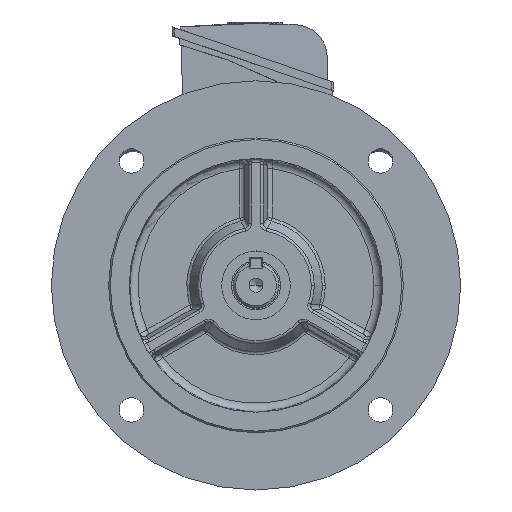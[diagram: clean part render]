
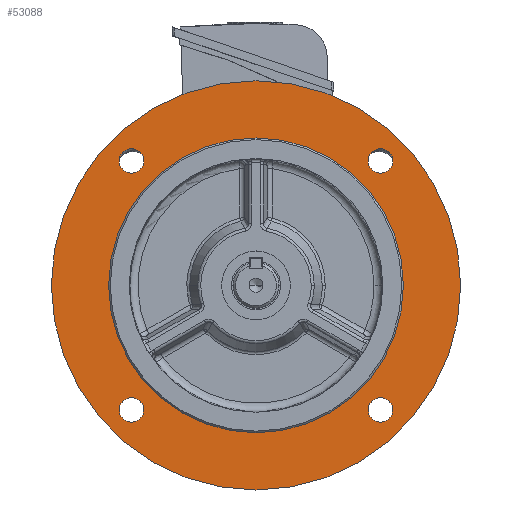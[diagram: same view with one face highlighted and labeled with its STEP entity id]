
A CAD part, top view. The second image highlights one B-rep face of the part: STEP entity #53088.
In plain terms, the highlighted face is planar.
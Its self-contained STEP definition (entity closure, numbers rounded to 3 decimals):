
#100 = DIRECTION ( 'NONE',  ( 1., 0., 0. ) ) ;
#259 = VERTEX_POINT ( 'NONE', #4187 ) ;
#352 = ORIENTED_EDGE ( 'NONE', *, *, #34602, .T. ) ;
#391 = ORIENTED_EDGE ( 'NONE', *, *, #16905, .T. ) ;
#1140 = CIRCLE ( 'NONE', #3823, 90. ) ;
#1545 = DIRECTION ( 'NONE',  ( 0., 0., 1. ) ) ;
#1913 = DIRECTION ( 'NONE',  ( 1., 0., 0. ) ) ;
#3782 = CIRCLE ( 'NONE', #48559, 7.5 ) ;
#3823 = AXIS2_PLACEMENT_3D ( 'NONE', #17171, #33988, #13236 ) ;
#4098 = FACE_BOUND ( 'NONE', #21775, .T. ) ;
#4131 = CIRCLE ( 'NONE', #35471, 7.5 ) ;
#4187 = CARTESIAN_POINT ( 'NONE',  ( -90., 0., -1.5 ) ) ;
#4373 = PLANE ( 'NONE',  #49041 ) ;
#4795 = CARTESIAN_POINT ( 'NONE',  ( -76.014, 76.014, -1.5 ) ) ;
#5213 = ORIENTED_EDGE ( 'NONE', *, *, #8756, .T. ) ;
#6113 = AXIS2_PLACEMENT_3D ( 'NONE', #4795, #40304, #1913 ) ;
#6758 = DIRECTION ( 'NONE',  ( 1., 0., 0. ) ) ;
#6853 = VERTEX_POINT ( 'NONE', #7039 ) ;
#7039 = CARTESIAN_POINT ( 'NONE',  ( 83.514, 76.014, -1.5 ) ) ;
#7145 = DIRECTION ( 'NONE',  ( 1., 0., 0. ) ) ;
#7992 = DIRECTION ( 'NONE',  ( 0., 0., 1. ) ) ;
#8576 = VERTEX_POINT ( 'NONE', #47572 ) ;
#8756 = EDGE_CURVE ( 'NONE', #35534, #32867, #3782, .T. ) ;
#9225 = ORIENTED_EDGE ( 'NONE', *, *, #28436, .T. ) ;
#10320 = DIRECTION ( 'NONE',  ( 1., 0., 0. ) ) ;
#10348 = ORIENTED_EDGE ( 'NONE', *, *, #44985, .F. ) ;
#11192 = EDGE_LOOP ( 'NONE', ( #53935, #10348 ) ) ;
#12802 = FACE_BOUND ( 'NONE', #27578, .T. ) ;
#13236 = DIRECTION ( 'NONE',  ( -1., 0., 0. ) ) ;
#14177 = DIRECTION ( 'NONE',  ( 1., 0., 0. ) ) ;
#14648 = EDGE_CURVE ( 'NONE', #6853, #55319, #19276, .T. ) ;
#15272 = CARTESIAN_POINT ( 'NONE',  ( -76.014, 76.014, -1.5 ) ) ;
#15555 = AXIS2_PLACEMENT_3D ( 'NONE', #29410, #25450, #51768 ) ;
#15594 = EDGE_CURVE ( 'NONE', #43953, #20002, #4131, .T. ) ;
#16138 = DIRECTION ( 'NONE',  ( 0., 0., 1. ) ) ;
#16903 = CARTESIAN_POINT ( 'NONE',  ( -68.514, 76.014, -1.5 ) ) ;
#16905 = EDGE_CURVE ( 'NONE', #20158, #46956, #38550, .T. ) ;
#17171 = CARTESIAN_POINT ( 'NONE',  ( 0., 0., -1.5 ) ) ;
#17609 = EDGE_LOOP ( 'NONE', ( #34792, #391 ) ) ;
#17705 = CIRCLE ( 'NONE', #39180, 7.5 ) ;
#18145 = CARTESIAN_POINT ( 'NONE',  ( -68.514, -76.014, -1.5 ) ) ;
#18365 = AXIS2_PLACEMENT_3D ( 'NONE', #28068, #45147, #6758 ) ;
#19276 = CIRCLE ( 'NONE', #20191, 7.5 ) ;
#20002 = VERTEX_POINT ( 'NONE', #44129 ) ;
#20158 = VERTEX_POINT ( 'NONE', #39500 ) ;
#20191 = AXIS2_PLACEMENT_3D ( 'NONE', #40567, #22943, #10320 ) ;
#20811 = DIRECTION ( 'NONE',  ( -1., 0., 0. ) ) ;
#21775 = EDGE_LOOP ( 'NONE', ( #46979, #9225 ) ) ;
#22943 = DIRECTION ( 'NONE',  ( 0., 0., 1. ) ) ;
#23246 = CARTESIAN_POINT ( 'NONE',  ( 68.514, 76.014, -1.5 ) ) ;
#23305 = EDGE_CURVE ( 'NONE', #55319, #6853, #38895, .T. ) ;
#24248 = CARTESIAN_POINT ( 'NONE',  ( -76.014, -76.014, -1.5 ) ) ;
#25020 = DIRECTION ( 'NONE',  ( 0., 0., -1. ) ) ;
#25349 = DIRECTION ( 'NONE',  ( 1., 0., 0. ) ) ;
#25450 = DIRECTION ( 'NONE',  ( 0., 0., -1. ) ) ;
#25961 = FACE_BOUND ( 'NONE', #17609, .T. ) ;
#26394 = CARTESIAN_POINT ( 'NONE',  ( 83.514, -76.014, -1.5 ) ) ;
#27578 = EDGE_LOOP ( 'NONE', ( #52897, #5213 ) ) ;
#28068 = CARTESIAN_POINT ( 'NONE',  ( 76.014, 76.014, -1.5 ) ) ;
#28410 = ORIENTED_EDGE ( 'NONE', *, *, #23305, .T. ) ;
#28436 = EDGE_CURVE ( 'NONE', #20002, #43953, #17705, .T. ) ;
#29090 = FACE_OUTER_BOUND ( 'NONE', #35779, .T. ) ;
#29410 = CARTESIAN_POINT ( 'NONE',  ( 0., 0., -1.5 ) ) ;
#29560 = CIRCLE ( 'NONE', #47410, 90. ) ;
#29914 = FACE_BOUND ( 'NONE', #11192, .T. ) ;
#31286 = ORIENTED_EDGE ( 'NONE', *, *, #14648, .T. ) ;
#32095 = CIRCLE ( 'NONE', #6113, 7.5 ) ;
#32867 = VERTEX_POINT ( 'NONE', #16903 ) ;
#33486 = CARTESIAN_POINT ( 'NONE',  ( 0., 0., -1.5 ) ) ;
#33988 = DIRECTION ( 'NONE',  ( 0., 0., -1. ) ) ;
#34094 = FACE_BOUND ( 'NONE', #39699, .T. ) ;
#34369 = CARTESIAN_POINT ( 'NONE',  ( 0., 90., -1.5 ) ) ;
#34602 = EDGE_CURVE ( 'NONE', #50724, #48508, #38764, .T. ) ;
#34792 = ORIENTED_EDGE ( 'NONE', *, *, #43475, .T. ) ;
#35471 = AXIS2_PLACEMENT_3D ( 'NONE', #45544, #16138, #54783 ) ;
#35534 = VERTEX_POINT ( 'NONE', #36147 ) ;
#35741 = CIRCLE ( 'NONE', #48267, 7.5 ) ;
#35779 = EDGE_LOOP ( 'NONE', ( #41874, #352 ) ) ;
#36147 = CARTESIAN_POINT ( 'NONE',  ( -83.514, 76.014, -1.5 ) ) ;
#36478 = CARTESIAN_POINT ( 'NONE',  ( 76.014, -76.014, -1.5 ) ) ;
#37922 = CARTESIAN_POINT ( 'NONE',  ( -124.948, 0., -1.5 ) ) ;
#38514 = DIRECTION ( 'NONE',  ( 0., 0., 1. ) ) ;
#38550 = CIRCLE ( 'NONE', #53805, 7.5 ) ;
#38764 = CIRCLE ( 'NONE', #15555, 124.948 ) ;
#38895 = CIRCLE ( 'NONE', #18365, 7.5 ) ;
#39180 = AXIS2_PLACEMENT_3D ( 'NONE', #36478, #53288, #53562 ) ;
#39500 = CARTESIAN_POINT ( 'NONE',  ( -83.514, -76.014, -1.5 ) ) ;
#39699 = EDGE_LOOP ( 'NONE', ( #31286, #28410 ) ) ;
#40304 = DIRECTION ( 'NONE',  ( 0., 0., 1. ) ) ;
#40567 = CARTESIAN_POINT ( 'NONE',  ( 76.014, 76.014, -1.5 ) ) ;
#41874 = ORIENTED_EDGE ( 'NONE', *, *, #51009, .T. ) ;
#43042 = DIRECTION ( 'NONE',  ( 0., 0., 1. ) ) ;
#43475 = EDGE_CURVE ( 'NONE', #46956, #20158, #35741, .T. ) ;
#43868 = EDGE_CURVE ( 'NONE', #259, #8576, #29560, .T. ) ;
#43953 = VERTEX_POINT ( 'NONE', #26394 ) ;
#44129 = CARTESIAN_POINT ( 'NONE',  ( 68.514, -76.014, -1.5 ) ) ;
#44985 = EDGE_CURVE ( 'NONE', #8576, #259, #1140, .T. ) ;
#45147 = DIRECTION ( 'NONE',  ( 0., 0., 1. ) ) ;
#45544 = CARTESIAN_POINT ( 'NONE',  ( 76.014, -76.014, -1.5 ) ) ;
#46648 = CARTESIAN_POINT ( 'NONE',  ( -76.014, -76.014, -1.5 ) ) ;
#46956 = VERTEX_POINT ( 'NONE', #18145 ) ;
#46979 = ORIENTED_EDGE ( 'NONE', *, *, #15594, .T. ) ;
#47410 = AXIS2_PLACEMENT_3D ( 'NONE', #54444, #25020, #20811 ) ;
#47572 = CARTESIAN_POINT ( 'NONE',  ( 90., 0., -1.5 ) ) ;
#48267 = AXIS2_PLACEMENT_3D ( 'NONE', #24248, #7992, #25349 ) ;
#48508 = VERTEX_POINT ( 'NONE', #37922 ) ;
#48559 = AXIS2_PLACEMENT_3D ( 'NONE', #15272, #1545, #14177 ) ;
#49041 = AXIS2_PLACEMENT_3D ( 'NONE', #34369, #43042, #51454 ) ;
#50570 = DIRECTION ( 'NONE',  ( 0., 0., -1. ) ) ;
#50631 = AXIS2_PLACEMENT_3D ( 'NONE', #33486, #50570, #7145 ) ;
#50724 = VERTEX_POINT ( 'NONE', #54570 ) ;
#51009 = EDGE_CURVE ( 'NONE', #48508, #50724, #52428, .T. ) ;
#51454 = DIRECTION ( 'NONE',  ( 1., 0., 0. ) ) ;
#51768 = DIRECTION ( 'NONE',  ( 1., 0., 0. ) ) ;
#52428 = CIRCLE ( 'NONE', #50631, 124.948 ) ;
#52897 = ORIENTED_EDGE ( 'NONE', *, *, #53674, .T. ) ;
#53088 = ADVANCED_FACE ( 'NONE', ( #25961, #4098, #34094, #12802, #29090, #29914 ), #4373, .F. ) ;
#53288 = DIRECTION ( 'NONE',  ( 0., 0., 1. ) ) ;
#53562 = DIRECTION ( 'NONE',  ( 1., 0., 0. ) ) ;
#53674 = EDGE_CURVE ( 'NONE', #32867, #35534, #32095, .T. ) ;
#53805 = AXIS2_PLACEMENT_3D ( 'NONE', #46648, #38514, #100 ) ;
#53935 = ORIENTED_EDGE ( 'NONE', *, *, #43868, .F. ) ;
#54444 = CARTESIAN_POINT ( 'NONE',  ( 0., 0., -1.5 ) ) ;
#54570 = CARTESIAN_POINT ( 'NONE',  ( 124.948, 0., -1.5 ) ) ;
#54783 = DIRECTION ( 'NONE',  ( 1., 0., 0. ) ) ;
#55319 = VERTEX_POINT ( 'NONE', #23246 ) ;
